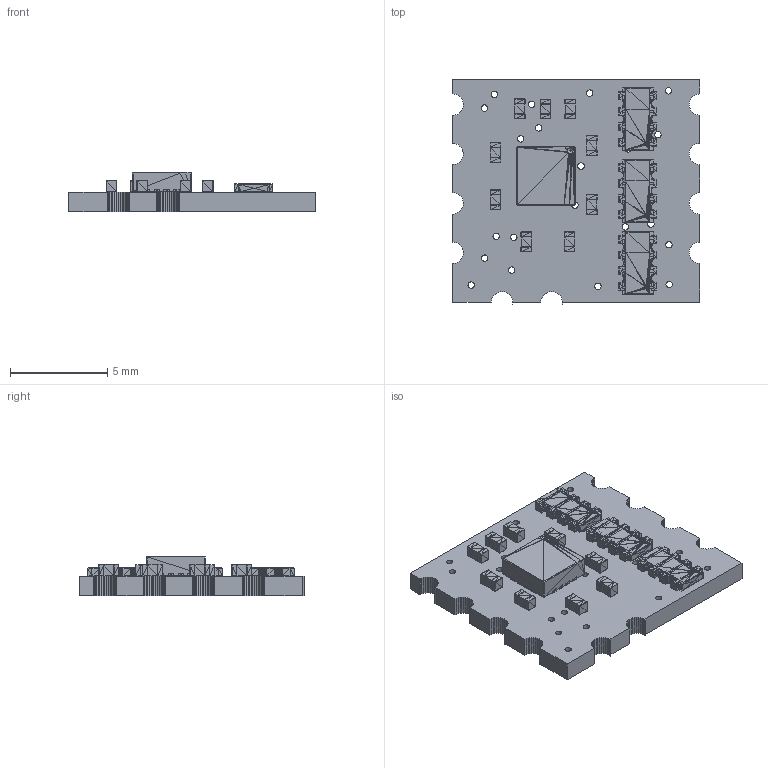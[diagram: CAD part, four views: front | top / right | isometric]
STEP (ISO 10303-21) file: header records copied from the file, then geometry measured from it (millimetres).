
FILE_DESCRIPTION(('for SolidWorks'),'2;1');
FILE_NAME('ECGADC.step','2014-08-10T04:39:24',( 'chris'),(''),'Open CASCADE STEP processor 6.6','Diptrace','Unknown' );
FILE_SCHEMA(('AUTOMOTIVE_DESIGN { 1 0 10303 214 1 1 1 1 }'));
Length unit declared in the file: millimetre
Products named in the file (5): PCB; Board; cap_0402; rescax-8_1.6x3.2x0.8; qfn-16_3x3x0.5
Assembly tree (14 placements, depth 2):
  PCB
    Board
    cap_0402  x9
    rescax-8_1.6x3.2x0.8  x3
    qfn-16_3x3x0.5
Bounding box: 12.74 x 11.53 x 2.02 mm (x, y, z)
Volume: 138.2 mm3; surface area: 523 mm2
Topology: 1 solids, 60 shells, 5881 faces, 9198 edges, 3419 vertices
Faces by surface type: plane 5855, cylinder 26
Full cylindrical faces by diameter (mm): 0.33 x26
Entity records: 74060 total; most frequent: DIRECTION 9950, CARTESIAN_POINT 8937, ORIENTED_EDGE 8850, EDGE_CURVE 4434, LINE 4382, VECTOR 4382, AXIS2_PLACEMENT_3D 2784, FACE_BOUND 2769
